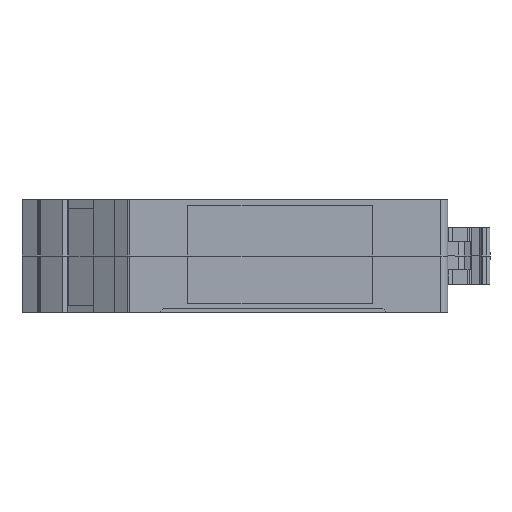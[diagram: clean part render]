
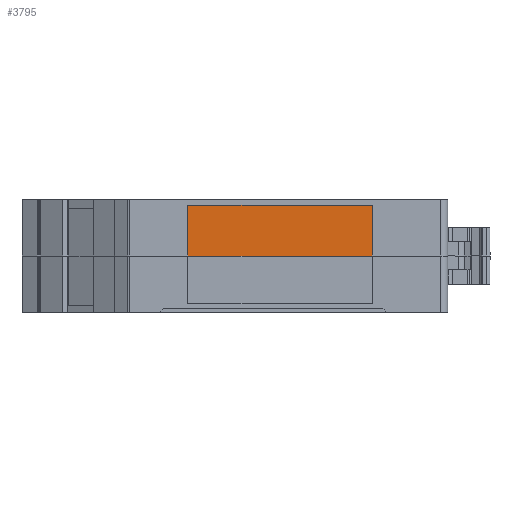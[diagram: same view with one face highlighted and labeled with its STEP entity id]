
A CAD part, left-side view. The second image highlights one B-rep face of the part: STEP entity #3795.
In plain terms, the highlighted planar face has unit normal (-1, 0, 0).
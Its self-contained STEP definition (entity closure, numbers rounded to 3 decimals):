
#104 = CARTESIAN_POINT ( 'NONE',  ( -58.017, 19.535, -0.355 ) ) ;
#115 = LINE ( 'NONE', #10780, #12342 ) ;
#165 = CARTESIAN_POINT ( 'NONE',  ( -58.017, -6.665, 13.545 ) ) ;
#200 = EDGE_CURVE ( 'NONE', #6454, #13279, #9567, .T. ) ;
#600 = CARTESIAN_POINT ( 'NONE',  ( -58.017, 19.535, 13.545 ) ) ;
#3383 = DIRECTION ( 'NONE',  ( -1., 0., 0. ) ) ;
#3695 = CARTESIAN_POINT ( 'NONE',  ( -58.017, 32.694, 13.545 ) ) ;
#3732 = ORIENTED_EDGE ( 'NONE', *, *, #12661, .F. ) ;
#3795 = ADVANCED_FACE ( 'NONE', ( #7942 ), #13212, .T. ) ;
#4602 = VERTEX_POINT ( 'NONE', #13031 ) ;
#4900 = DIRECTION ( 'NONE',  ( 0., 1., 0. ) ) ;
#5188 = CARTESIAN_POINT ( 'NONE',  ( -58.017, -6.665, 6.345 ) ) ;
#5645 = VERTEX_POINT ( 'NONE', #5188 ) ;
#6093 = ORIENTED_EDGE ( 'NONE', *, *, #200, .F. ) ;
#6454 = VERTEX_POINT ( 'NONE', #600 ) ;
#7133 = DIRECTION ( 'NONE',  ( 0., -1., 0. ) ) ;
#7245 = DIRECTION ( 'NONE',  ( 0., 0., 1. ) ) ;
#7577 = ORIENTED_EDGE ( 'NONE', *, *, #13018, .F. ) ;
#7792 = CARTESIAN_POINT ( 'NONE',  ( -58.017, -6.665, 13.045 ) ) ;
#7942 = FACE_OUTER_BOUND ( 'NONE', #12770, .T. ) ;
#9567 = LINE ( 'NONE', #3695, #10139 ) ;
#9590 = LINE ( 'NONE', #104, #12696 ) ;
#9892 = VECTOR ( 'NONE', #11325, 1000. ) ;
#10139 = VECTOR ( 'NONE', #7133, 1000. ) ;
#10261 = LINE ( 'NONE', #7792, #9892 ) ;
#10780 = CARTESIAN_POINT ( 'NONE',  ( -58.017, -16.397, 6.345 ) ) ;
#10935 = CARTESIAN_POINT ( 'NONE',  ( -58.017, -16.397, 99.56 ) ) ;
#11325 = DIRECTION ( 'NONE',  ( 0., 0., -1. ) ) ;
#12342 = VECTOR ( 'NONE', #4900, 1000. ) ;
#12645 = AXIS2_PLACEMENT_3D ( 'NONE', #10935, #3383, #13866 ) ;
#12661 = EDGE_CURVE ( 'NONE', #4602, #6454, #9590, .T. ) ;
#12673 = EDGE_CURVE ( 'NONE', #5645, #4602, #115, .T. ) ;
#12696 = VECTOR ( 'NONE', #7245, 1000. ) ;
#12770 = EDGE_LOOP ( 'NONE', ( #13890, #7577, #6093, #3732 ) ) ;
#13018 = EDGE_CURVE ( 'NONE', #13279, #5645, #10261, .T. ) ;
#13031 = CARTESIAN_POINT ( 'NONE',  ( -58.017, 19.535, 6.345 ) ) ;
#13212 = PLANE ( 'NONE',  #12645 ) ;
#13279 = VERTEX_POINT ( 'NONE', #165 ) ;
#13866 = DIRECTION ( 'NONE',  ( 0., -1., 0. ) ) ;
#13890 = ORIENTED_EDGE ( 'NONE', *, *, #12673, .F. ) ;
